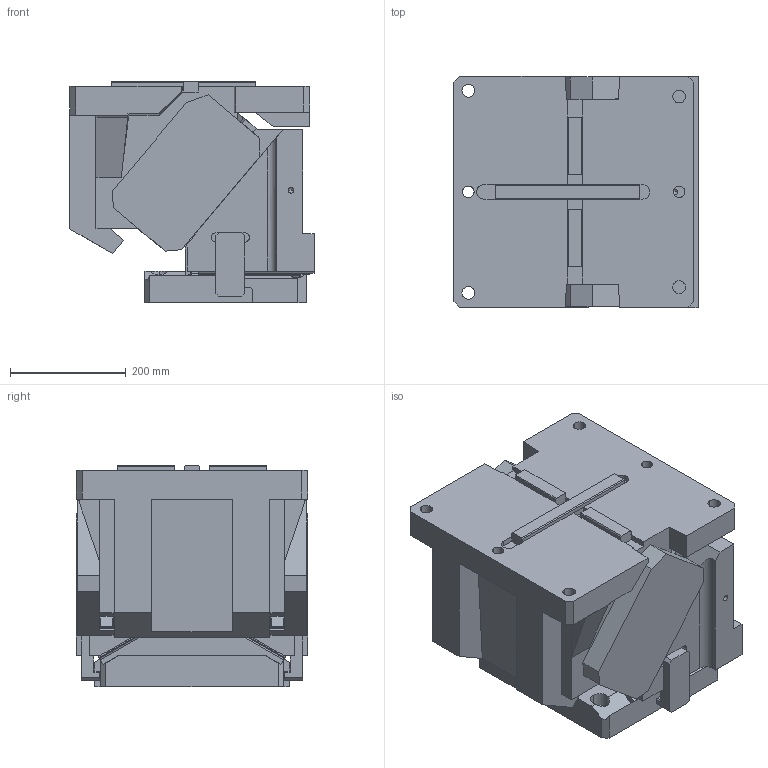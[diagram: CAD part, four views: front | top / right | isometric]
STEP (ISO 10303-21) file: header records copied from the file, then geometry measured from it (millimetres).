
FILE_DESCRIPTION(('CATIA V5 STEP Exchange'),'2;1');
FILE_NAME('CACV_F_400_00.stp','2015-04-27T07:00:21+00:00',('none'),('none'),'CATIA Version 5 Release 19 SP 2 (IN-10)','CATIA V5 STEP AP203','none');
FILE_SCHEMA(('CONFIG_CONTROL_DESIGN'));
Length unit declared in the file: millimetre
Products named in the file (1): CACV_F_400_00
Bounding box: 423 x 400 x 384 mm (x, y, z)
Volume: 42563651.5 mm3; surface area: 1779616.7 mm2
Topology: 3 solids, 3 shells, 554 faces, 1609 edges, 1052 vertices
Faces by surface type: plane 388, cylinder 153, cone 12, extrusion 1
Entity records: 18920 total; most frequent: CARTESIAN_POINT 4853, ORIENTED_EDGE 3206, DIRECTION 2407, EDGE_CURVE 1603, VECTOR 1259, LINE 1258, VERTEX_POINT 1052, AXIS2_PLACEMENT_3D 663
